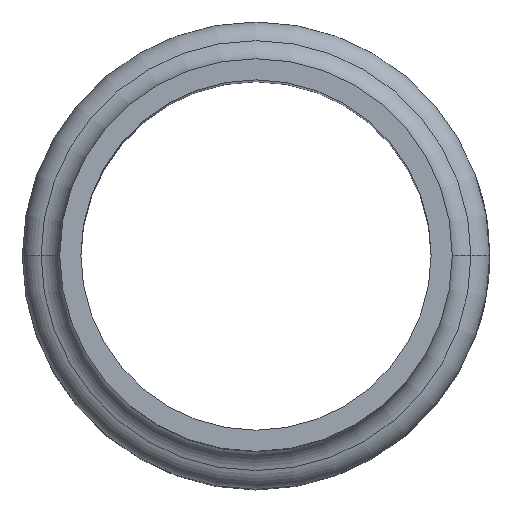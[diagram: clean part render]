
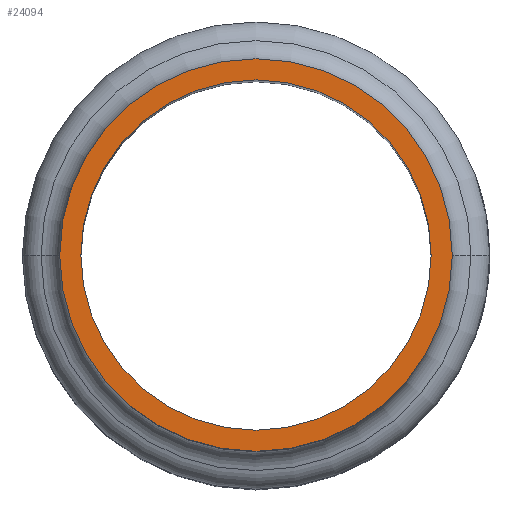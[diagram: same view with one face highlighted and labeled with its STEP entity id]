
A CAD part, top view. The second image highlights one B-rep face of the part: STEP entity #24094.
In plain terms, the highlighted planar face has unit normal (0, 0, 1).
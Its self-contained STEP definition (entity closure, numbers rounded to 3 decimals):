
#644 = EDGE_CURVE ( 'NONE', #12365, #2673, #9740, .T. ) ;
#1293 = DIRECTION ( 'NONE',  ( 0., 0., 1. ) ) ;
#1611 = PLANE ( 'NONE',  #9823 ) ;
#2673 = VERTEX_POINT ( 'NONE', #4247 ) ;
#3436 = AXIS2_PLACEMENT_3D ( 'NONE', #18850, #10905, #22706 ) ;
#4247 = CARTESIAN_POINT ( 'NONE',  ( -21.55, 0., 0. ) ) ;
#4710 = DIRECTION ( 'NONE',  ( 0., 0., 1. ) ) ;
#6362 = AXIS2_PLACEMENT_3D ( 'NONE', #7394, #1293, #21811 ) ;
#6387 = CIRCLE ( 'NONE', #3436, 21.55 ) ;
#7030 = CARTESIAN_POINT ( 'NONE',  ( 0., 0., 0. ) ) ;
#7145 = CARTESIAN_POINT ( 'NONE',  ( 24.15, 0., 0. ) ) ;
#7394 = CARTESIAN_POINT ( 'NONE',  ( 0., 0., 0. ) ) ;
#7447 = DIRECTION ( 'NONE',  ( 0., 0., -1. ) ) ;
#7556 = ORIENTED_EDGE ( 'NONE', *, *, #19038, .F. ) ;
#7716 = VERTEX_POINT ( 'NONE', #7145 ) ;
#7996 = ORIENTED_EDGE ( 'NONE', *, *, #644, .F. ) ;
#9372 = EDGE_CURVE ( 'NONE', #7716, #21754, #12760, .T. ) ;
#9740 = CIRCLE ( 'NONE', #6362, 21.55 ) ;
#9823 = AXIS2_PLACEMENT_3D ( 'NONE', #13904, #7447, #25825 ) ;
#10905 = DIRECTION ( 'NONE',  ( 0., 0., 1. ) ) ;
#11796 = FACE_BOUND ( 'NONE', #24648, .T. ) ;
#12056 = FACE_OUTER_BOUND ( 'NONE', #23973, .T. ) ;
#12365 = VERTEX_POINT ( 'NONE', #17800 ) ;
#12760 = CIRCLE ( 'NONE', #13611, 24.15 ) ;
#13033 = CARTESIAN_POINT ( 'NONE',  ( 0., 0., 0. ) ) ;
#13611 = AXIS2_PLACEMENT_3D ( 'NONE', #7030, #19725, #15619 ) ;
#13904 = CARTESIAN_POINT ( 'NONE',  ( 0., 22.55, 0. ) ) ;
#15619 = DIRECTION ( 'NONE',  ( 1., 0., 0. ) ) ;
#15838 = ORIENTED_EDGE ( 'NONE', *, *, #25061, .T. ) ;
#17800 = CARTESIAN_POINT ( 'NONE',  ( 21.55, 0., 0. ) ) ;
#18850 = CARTESIAN_POINT ( 'NONE',  ( 0., 0., 0. ) ) ;
#19038 = EDGE_CURVE ( 'NONE', #2673, #12365, #6387, .T. ) ;
#19725 = DIRECTION ( 'NONE',  ( 0., 0., 1. ) ) ;
#20155 = ORIENTED_EDGE ( 'NONE', *, *, #9372, .T. ) ;
#20648 = CARTESIAN_POINT ( 'NONE',  ( -24.15, 0., 0. ) ) ;
#20855 = DIRECTION ( 'NONE',  ( 1., 0., 0. ) ) ;
#20913 = AXIS2_PLACEMENT_3D ( 'NONE', #13033, #4710, #20855 ) ;
#21754 = VERTEX_POINT ( 'NONE', #20648 ) ;
#21811 = DIRECTION ( 'NONE',  ( 1., 0., 0. ) ) ;
#22706 = DIRECTION ( 'NONE',  ( 1., 0., 0. ) ) ;
#23973 = EDGE_LOOP ( 'NONE', ( #20155, #15838 ) ) ;
#24094 = ADVANCED_FACE ( 'NONE', ( #11796, #12056 ), #1611, .F. ) ;
#24286 = CIRCLE ( 'NONE', #20913, 24.15 ) ;
#24648 = EDGE_LOOP ( 'NONE', ( #7996, #7556 ) ) ;
#25061 = EDGE_CURVE ( 'NONE', #21754, #7716, #24286, .T. ) ;
#25825 = DIRECTION ( 'NONE',  ( -1., 0., 0. ) ) ;
